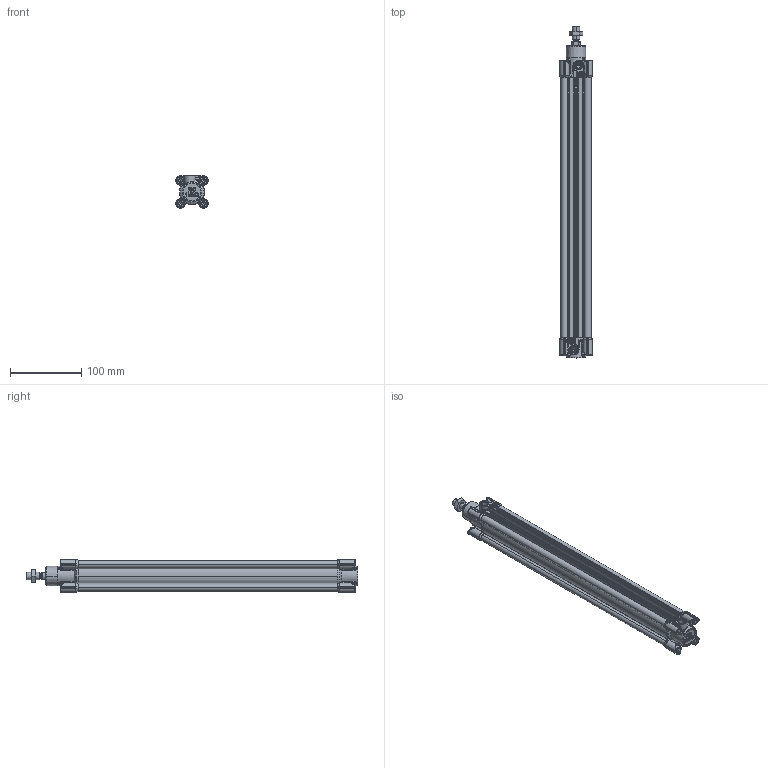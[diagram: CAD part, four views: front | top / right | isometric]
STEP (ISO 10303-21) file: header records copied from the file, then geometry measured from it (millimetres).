
FILE_DESCRIPTION (( 'STEP AP203' ), '1' );
FILE_NAME ('SADE0MA0320320.step', '2022-02-28T14:55:04', ( '' ), ( '' ), 'SwSTEP 2.0', 'SolidWorks 2021', '' );
FILE_SCHEMA (( 'CONFIG_CONTROL_DESIGN' ));
Length unit declared in the file: millimetre
Products named in the file (1): SADE0MA0320320
Bounding box: 47 x 466 x 47 mm (x, y, z)
Volume: 296397.3 mm3; surface area: 247731.7 mm2
Topology: 35 solids, 35 shells, 2540 faces, 6544 edges, 4118 vertices
Faces by surface type: cylinder 930, plane 663, bspline 437, cone 428, torus 82
Entity records: 101095 total; most frequent: CARTESIAN_POINT 42609, ORIENTED_EDGE 13000, DIRECTION 11369, EDGE_CURVE 6500, AXIS2_PLACEMENT_3D 4507, VERTEX_POINT 4118, EDGE_LOOP 2708, ADVANCED_FACE 2540
